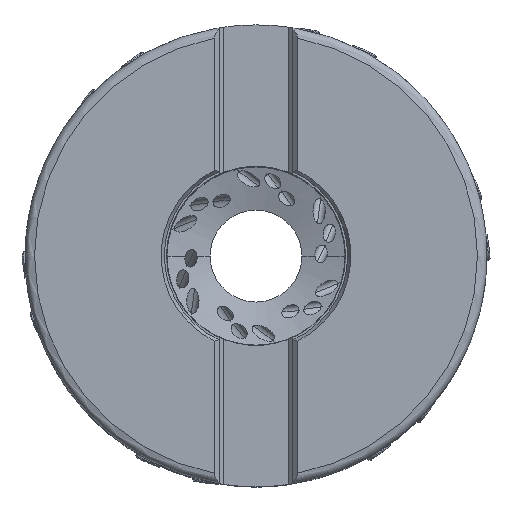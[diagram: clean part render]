
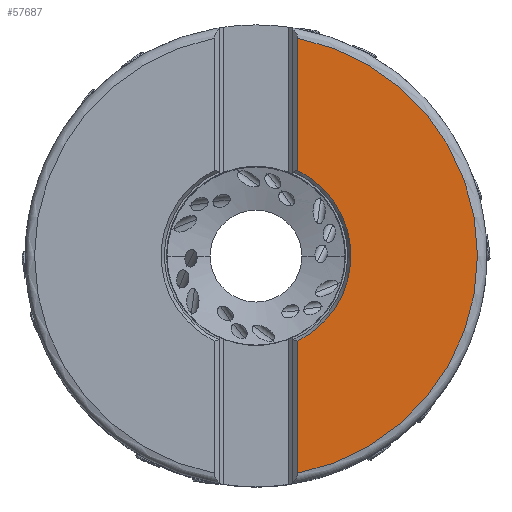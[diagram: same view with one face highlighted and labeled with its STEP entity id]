
A CAD part, top view. The second image highlights one B-rep face of the part: STEP entity #57687.
In plain terms, the highlighted planar face has unit normal (0, 0, 1).
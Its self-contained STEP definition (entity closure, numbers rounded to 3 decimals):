
#33166=CARTESIAN_POINT('',(8.85,46.261,0.));
#33201=CARTESIAN_POINT('',(8.85,18.15,
0.));
#33253=CARTESIAN_POINT('',(0.,0.,0.));
#33254=DIRECTION('',(0.,0.,1.));
#33255=DIRECTION('',(0.188,-0.982,0.));
#33256=AXIS2_PLACEMENT_3D('',#33253,#33254,#33255);
#33261=DIRECTION('',(0.,-1.,0.));
#33262=VECTOR('',#33261,28.111);
#33263=CARTESIAN_POINT('',(8.85,-18.15,
0.));
#33264=LINE('',#33263,#33262);
#33268=CARTESIAN_POINT('',(0.,0.,0.));
#33269=DIRECTION('',(0.,0.,-1.));
#33270=DIRECTION('',(0.438,0.899,0.));
#33271=AXIS2_PLACEMENT_3D('',#33268,#33269,#33270);
#33276=DIRECTION('',(0.,-1.,0.));
#33277=VECTOR('',#33276,28.111);
#33278=CARTESIAN_POINT('',(8.85,46.261,0.));
#33279=LINE('',#33278,#33277);
#34152=VERTEX_POINT('',#33166);
#34153=CARTESIAN_POINT('',(8.85,-46.261,0.));
#34154=VERTEX_POINT('',#34153);
#34155=CARTESIAN_POINT('',(8.85,-18.15,
0.));
#34156=VERTEX_POINT('',#34155);
#34157=VERTEX_POINT('',#33201);
#57675=CARTESIAN_POINT('',(27.976,0.,0.));
#57676=DIRECTION('',(0.,0.,1.));
#57677=DIRECTION('',(0.,-1.,0.));
#57678=AXIS2_PLACEMENT_3D('',#57675,#57676,#57677);
#57679=PLANE('',#57678);
#57680=ORIENTED_EDGE('',*,*,#57636,.F.);
#57682=ORIENTED_EDGE('',*,*,#57681,.F.);
#57683=ORIENTED_EDGE('',*,*,#57661,.F.);
#57684=ORIENTED_EDGE('',*,*,#57650,.F.);
#57685=EDGE_LOOP('',(#57680,#57682,#57683,#57684));
#57686=FACE_OUTER_BOUND('',#57685,.F.);
#33257=CIRCLE('',#33256,47.1);
#33272=CIRCLE('',#33271,20.193);
#57636=EDGE_CURVE('',#34154,#34152,#33257,.T.);
#57650=EDGE_CURVE('',#34152,#34157,#33279,.T.);
#57661=EDGE_CURVE('',#34157,#34156,#33272,.T.);
#57681=EDGE_CURVE('',#34156,#34154,#33264,.T.);
#57687=ADVANCED_FACE('',(#57686),#57679,.T.);
